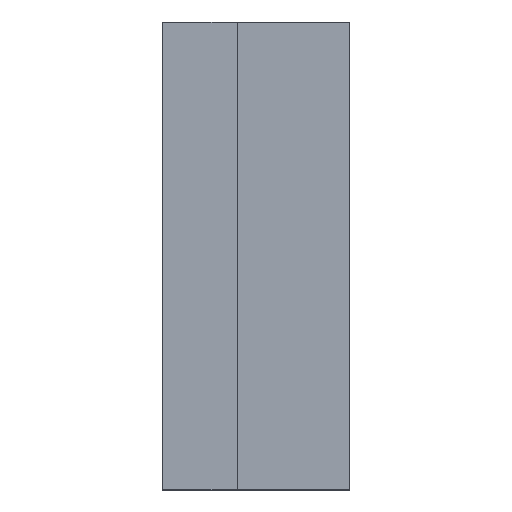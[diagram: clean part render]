
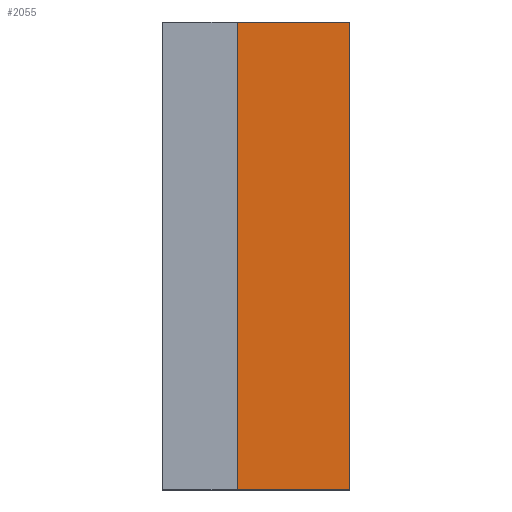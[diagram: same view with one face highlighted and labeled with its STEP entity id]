
A CAD part, top view. The second image highlights one B-rep face of the part: STEP entity #2055.
In plain terms, the highlighted planar face has unit normal (0, 0, 1).
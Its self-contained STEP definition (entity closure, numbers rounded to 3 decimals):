
#85=FACE_OUTER_BOUND('',#205,.T.);
#205=EDGE_LOOP('',(#1384,#1385,#1386,#1387));
#342=LINE('',#2944,#613);
#345=LINE('',#2952,#616);
#346=LINE('',#2956,#617);
#347=LINE('',#2957,#618);
#613=VECTOR('',#2378,10.);
#616=VECTOR('',#2387,10.);
#617=VECTOR('',#2392,10.);
#618=VECTOR('',#2393,10.);
#881=VERTEX_POINT('',#2941);
#882=VERTEX_POINT('',#2943);
#884=VERTEX_POINT('',#2951);
#885=VERTEX_POINT('',#2955);
#1065=EDGE_CURVE('',#881,#882,#342,.T.);
#1069=EDGE_CURVE('',#882,#884,#345,.T.);
#1071=EDGE_CURVE('',#881,#885,#346,.T.);
#1072=EDGE_CURVE('',#884,#885,#347,.T.);
#1384=ORIENTED_EDGE('',*,*,#1069,.F.);
#1385=ORIENTED_EDGE('',*,*,#1065,.F.);
#1386=ORIENTED_EDGE('',*,*,#1071,.T.);
#1387=ORIENTED_EDGE('',*,*,#1072,.F.);
#1941=PLANE('',#2207);
#2055=ADVANCED_FACE('',(#85),#1941,.T.);
#2207=AXIS2_PLACEMENT_3D('',#2954,#2390,#2391);
#2378=DIRECTION('',(-1.,0.,0.));
#2387=DIRECTION('',(0.,1.,0.));
#2390=DIRECTION('center_axis',(0.,0.,1.));
#2391=DIRECTION('ref_axis',(1.,0.,0.));
#2392=DIRECTION('',(0.,1.,0.));
#2393=DIRECTION('',(1.,0.,0.));
#2941=CARTESIAN_POINT('',(200.,0.,0.));
#2943=CARTESIAN_POINT('',(45.,0.,0.));
#2944=CARTESIAN_POINT('',(200.,0.,0.));
#2951=CARTESIAN_POINT('',(45.,500.,0.));
#2952=CARTESIAN_POINT('',(45.,0.,0.));
#2954=CARTESIAN_POINT('Origin',(40.,0.,0.));
#2955=CARTESIAN_POINT('',(200.,500.,0.));
#2956=CARTESIAN_POINT('',(200.,0.,0.));
#2957=CARTESIAN_POINT('',(200.,500.,0.));
